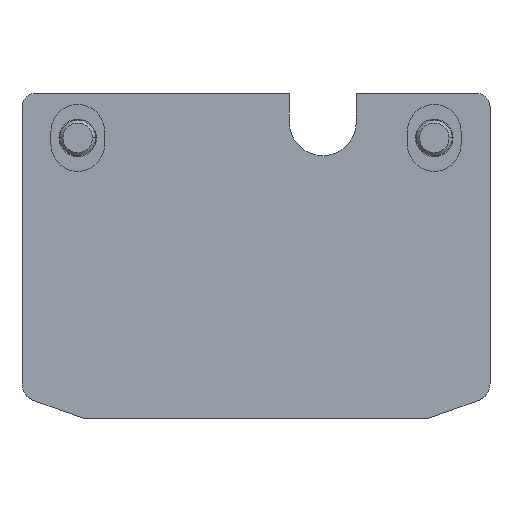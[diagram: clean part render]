
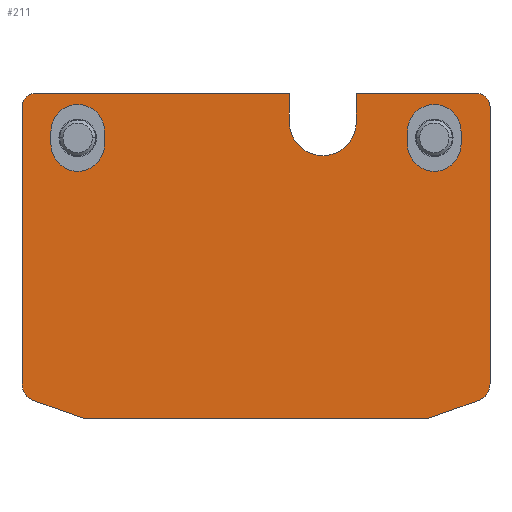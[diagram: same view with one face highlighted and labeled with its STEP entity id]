
A CAD part, left-side view. The second image highlights one B-rep face of the part: STEP entity #211.
In plain terms, the highlighted planar face has unit normal (-1, 0, 0).
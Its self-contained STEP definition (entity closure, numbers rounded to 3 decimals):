
#211=ADVANCED_FACE('',(#448,#449,#450),#451,.F.);
#448=FACE_OUTER_BOUND('',#738,.T.);
#449=FACE_BOUND('',#739,.T.);
#450=FACE_BOUND('',#740,.T.);
#451=PLANE('',#741);
#738=EDGE_LOOP('',(#1190,#1191,#1192,#1193,#1194,#1195,#1196,#1197,#1198,#1199,#1200,#1201,#1202,#1203,#1204));
#739=EDGE_LOOP('',(#1205,#1206,#1207,#1208,#1209,#1210));
#740=EDGE_LOOP('',(#1211,#1212,#1213,#1214,#1215,#1216));
#741=AXIS2_PLACEMENT_3D('',#1217,#1218,#1219);
#1190=ORIENTED_EDGE('',*,*,#1773,.T.);
#1191=ORIENTED_EDGE('',*,*,#1728,.T.);
#1192=ORIENTED_EDGE('',*,*,#1770,.T.);
#1193=ORIENTED_EDGE('',*,*,#1774,.T.);
#1194=ORIENTED_EDGE('',*,*,#1660,.F.);
#1195=ORIENTED_EDGE('',*,*,#1775,.F.);
#1196=ORIENTED_EDGE('',*,*,#1612,.F.);
#1197=ORIENTED_EDGE('',*,*,#1776,.F.);
#1198=ORIENTED_EDGE('',*,*,#1724,.F.);
#1199=ORIENTED_EDGE('',*,*,#1777,.F.);
#1200=ORIENTED_EDGE('',*,*,#1778,.F.);
#1201=ORIENTED_EDGE('',*,*,#1779,.F.);
#1202=ORIENTED_EDGE('',*,*,#1732,.F.);
#1203=ORIENTED_EDGE('',*,*,#1780,.F.);
#1204=ORIENTED_EDGE('',*,*,#1757,.F.);
#1205=ORIENTED_EDGE('',*,*,#1781,.T.);
#1206=ORIENTED_EDGE('',*,*,#1645,.T.);
#1207=ORIENTED_EDGE('',*,*,#1782,.T.);
#1208=ORIENTED_EDGE('',*,*,#1638,.T.);
#1209=ORIENTED_EDGE('',*,*,#1783,.T.);
#1210=ORIENTED_EDGE('',*,*,#1784,.T.);
#1211=ORIENTED_EDGE('',*,*,#1705,.T.);
#1212=ORIENTED_EDGE('',*,*,#1785,.T.);
#1213=ORIENTED_EDGE('',*,*,#1786,.T.);
#1214=ORIENTED_EDGE('',*,*,#1787,.T.);
#1215=ORIENTED_EDGE('',*,*,#1788,.T.);
#1216=ORIENTED_EDGE('',*,*,#1789,.T.);
#1217=CARTESIAN_POINT('',(0.,-40.0,-25.619));
#1218=DIRECTION('',(1.0,0.0,0.));
#1219=DIRECTION('',(0.,0.0,-1.0));
#1612=EDGE_CURVE('',#1889,#1891,#1892,.T.);
#1638=EDGE_CURVE('',#1936,#1934,#1937,.T.);
#1645=EDGE_CURVE('',#1942,#1947,#1949,.T.);
#1660=EDGE_CURVE('',#1972,#1967,#1974,.T.);
#1705=EDGE_CURVE('',#2050,#2048,#2051,.T.);
#1724=EDGE_CURVE('',#2079,#2081,#2082,.T.);
#1728=EDGE_CURVE('',#2087,#2085,#2088,.T.);
#1732=EDGE_CURVE('',#2091,#2093,#2094,.T.);
#1757=EDGE_CURVE('',#2126,#2128,#2129,.T.);
#1770=EDGE_CURVE('',#2085,#2146,#2148,.T.);
#1773=EDGE_CURVE('',#2126,#2087,#2151,.T.);
#1774=EDGE_CURVE('',#2146,#1967,#2152,.T.);
#1775=EDGE_CURVE('',#1891,#1972,#2153,.T.);
#1776=EDGE_CURVE('',#2081,#1889,#2154,.T.);
#1777=EDGE_CURVE('',#2155,#2079,#2156,.T.);
#1778=EDGE_CURVE('',#2157,#2155,#2158,.T.);
#1779=EDGE_CURVE('',#2093,#2157,#2159,.T.);
#1780=EDGE_CURVE('',#2128,#2091,#2160,.T.);
#1781=EDGE_CURVE('',#2161,#1942,#2162,.T.);
#1782=EDGE_CURVE('',#1947,#1936,#2163,.T.);
#1783=EDGE_CURVE('',#1934,#2164,#2165,.T.);
#1784=EDGE_CURVE('',#2164,#2161,#2166,.T.);
#1785=EDGE_CURVE('',#2048,#2167,#2168,.T.);
#1786=EDGE_CURVE('',#2167,#2169,#2170,.T.);
#1787=EDGE_CURVE('',#2169,#2171,#2172,.T.);
#1788=EDGE_CURVE('',#2171,#2173,#2174,.T.);
#1789=EDGE_CURVE('',#2173,#2050,#2175,.T.);
#1889=VERTEX_POINT('',#2288);
#1891=VERTEX_POINT('',#2291);
#1892=LINE('',#2292,#2293);
#1934=VERTEX_POINT('',#2384);
#1936=VERTEX_POINT('',#2387);
#1937=CIRCLE('',#2388,6.0);
#1942=VERTEX_POINT('',#2394);
#1947=VERTEX_POINT('',#2400);
#1949=CIRCLE('',#2403,6.0);
#1967=VERTEX_POINT('',#2425);
#1972=VERTEX_POINT('',#2432);
#1974=LINE('',#2435,#2436);
#2048=VERTEX_POINT('',#2570);
#2050=VERTEX_POINT('',#2573);
#2051=CIRCLE('',#2574,6.0);
#2079=VERTEX_POINT('',#2654);
#2081=VERTEX_POINT('',#2657);
#2082=LINE('',#2658,#2659);
#2085=VERTEX_POINT('',#2663);
#2087=VERTEX_POINT('',#2666);
#2088=CIRCLE('',#2667,7.5);
#2091=VERTEX_POINT('',#2671);
#2093=VERTEX_POINT('',#2674);
#2094=LINE('',#2675,#2676);
#2126=VERTEX_POINT('',#2747);
#2128=VERTEX_POINT('',#2750);
#2129=LINE('',#2751,#2752);
#2146=VERTEX_POINT('',#2785);
#2148=CIRCLE('',#2788,7.5);
#2151=LINE('',#2791,#2792);
#2152=LINE('',#2793,#2794);
#2153=CIRCLE('',#2795,3.0);
#2154=CIRCLE('',#2796,4.);
#2155=VERTEX_POINT('',#2797);
#2156=LINE('',#2798,#2799);
#2157=VERTEX_POINT('',#2800);
#2158=LINE('',#2801,#2802);
#2159=CIRCLE('',#2803,4.);
#2160=CIRCLE('',#2804,3.0);
#2161=VERTEX_POINT('',#2805);
#2162=CIRCLE('',#2806,6.0);
#2163=LINE('',#2807,#2808);
#2164=VERTEX_POINT('',#2809);
#2165=CIRCLE('',#2810,6.0);
#2166=LINE('',#2811,#2812);
#2167=VERTEX_POINT('',#2813);
#2168=CIRCLE('',#2814,6.0);
#2169=VERTEX_POINT('',#2815);
#2170=LINE('',#2816,#2817);
#2171=VERTEX_POINT('',#2818);
#2172=CIRCLE('',#2819,6.0);
#2173=VERTEX_POINT('',#2820);
#2174=CIRCLE('',#2821,6.0);
#2175=LINE('',#2822,#2823);
#2288=CARTESIAN_POINT('',(0.,12.5,-55.181));
#2291=CARTESIAN_POINT('',(0.,12.5,7.0));
#2292=CARTESIAN_POINT('',(0.,12.5,-55.181));
#2293=VECTOR('',#3044,1.0);
#2384=CARTESIAN_POINT('',(0.,0.,7.5));
#2387=CARTESIAN_POINT('',(0.,6.0,1.5));
#2388=AXIS2_PLACEMENT_3D('',#3078,#3079,#3080);
#2394=CARTESIAN_POINT('',(0.,0.,-7.5));
#2400=CARTESIAN_POINT('',(0.,6.0,-1.5));
#2403=AXIS2_PLACEMENT_3D('',#3090,#3091,#3092);
#2425=CARTESIAN_POINT('',(0.,-47.5,10.0));
#2432=CARTESIAN_POINT('',(0.0,9.5,10.0));
#2435=CARTESIAN_POINT('',(0.0,9.5,10.0));
#2436=VECTOR('',#3112,1.0);
#2570=CARTESIAN_POINT('',(0.,-80.0,-7.5));
#2573=CARTESIAN_POINT('',(0.,-86.0,-1.5));
#2574=AXIS2_PLACEMENT_3D('',#3181,#3182,#3183);
#2654=CARTESIAN_POINT('',(0.,-1.5,-63.0));
#2657=CARTESIAN_POINT('',(0.,9.845,-58.948));
#2658=CARTESIAN_POINT('',(0.,-1.5,-63.0));
#2659=VECTOR('',#3196,1.0);
#2663=CARTESIAN_POINT('',(0.,-55.0,-4.0));
#2666=CARTESIAN_POINT('',(0.,-62.5,3.5));
#2667=AXIS2_PLACEMENT_3D('',#3199,#3200,#3201);
#2671=CARTESIAN_POINT('',(0.,-92.5,7.0));
#2674=CARTESIAN_POINT('',(0.,-92.5,-55.181));
#2675=CARTESIAN_POINT('',(0.,-92.5,7.0));
#2676=VECTOR('',#3204,1.0);
#2747=CARTESIAN_POINT('',(0.,-62.5,10.0));
#2750=CARTESIAN_POINT('',(0.0,-89.5,10.0));
#2751=CARTESIAN_POINT('',(0.0,9.5,10.0));
#2752=VECTOR('',#3233,1.0);
#2785=CARTESIAN_POINT('',(0.,-47.5,3.5));
#2788=AXIS2_PLACEMENT_3D('',#3246,#3247,#3248);
#2791=CARTESIAN_POINT('',(0.,-62.5,-7.81));
#2792=VECTOR('',#3249,1.0);
#2793=CARTESIAN_POINT('',(0.,-47.5,-7.81));
#2794=VECTOR('',#3250,1.0);
#2795=AXIS2_PLACEMENT_3D('',#3251,#3252,#3253);
#2796=AXIS2_PLACEMENT_3D('',#3254,#3255,#3256);
#2797=CARTESIAN_POINT('',(0.,-78.5,-63.0));
#2798=CARTESIAN_POINT('',(0.,-78.5,-63.0));
#2799=VECTOR('',#3257,1.0);
#2800=CARTESIAN_POINT('',(0.,-89.845,-58.948));
#2801=CARTESIAN_POINT('',(0.,-89.845,-58.948));
#2802=VECTOR('',#3258,1.0);
#2803=AXIS2_PLACEMENT_3D('',#3259,#3260,#3261);
#2804=AXIS2_PLACEMENT_3D('',#3262,#3263,#3264);
#2805=CARTESIAN_POINT('',(0.,-6.0,-1.5));
#2806=AXIS2_PLACEMENT_3D('',#3265,#3266,#3267);
#2807=CARTESIAN_POINT('',(0.,6.0,-12.81));
#2808=VECTOR('',#3268,1.0);
#2809=CARTESIAN_POINT('',(0.,-6.0,1.5));
#2810=AXIS2_PLACEMENT_3D('',#3269,#3270,#3271);
#2811=CARTESIAN_POINT('',(0.,-6.0,-12.81));
#2812=VECTOR('',#3272,1.0);
#2813=CARTESIAN_POINT('',(0.,-74.0,-1.5));
#2814=AXIS2_PLACEMENT_3D('',#3273,#3274,#3275);
#2815=CARTESIAN_POINT('',(0.,-74.0,1.5));
#2816=CARTESIAN_POINT('',(0.,-74.0,-12.81));
#2817=VECTOR('',#3276,1.0);
#2818=CARTESIAN_POINT('',(0.,-80.0,7.5));
#2819=AXIS2_PLACEMENT_3D('',#3277,#3278,#3279);
#2820=CARTESIAN_POINT('',(0.,-86.0,1.5));
#2821=AXIS2_PLACEMENT_3D('',#3280,#3281,#3282);
#2822=CARTESIAN_POINT('',(0.,-86.0,-12.81));
#2823=VECTOR('',#3283,1.0);
#3044=DIRECTION('',(0.,0.,1.0));
#3078=CARTESIAN_POINT('',(0.,0.,1.5));
#3079=DIRECTION('',(1.0,0.0,0.));
#3080=DIRECTION('',(0.,0.,1.0));
#3090=CARTESIAN_POINT('',(0.,0.,-1.5));
#3091=DIRECTION('',(1.0,0.0,0.));
#3092=DIRECTION('',(0.,0.,1.0));
#3112=DIRECTION('',(0.0,-1.0,0.0));
#3181=CARTESIAN_POINT('',(0.,-80.0,-1.5));
#3182=DIRECTION('',(1.0,0.0,0.));
#3183=DIRECTION('',(0.,0.,1.0));
#3196=DIRECTION('',(0.,0.942,0.336));
#3199=CARTESIAN_POINT('',(0.,-55.0,3.5));
#3200=DIRECTION('',(1.0,0.0,0.));
#3201=DIRECTION('',(0.,0.,1.0));
#3204=DIRECTION('',(0.,0.0,-1.0));
#3233=DIRECTION('',(0.0,-1.0,0.0));
#3246=CARTESIAN_POINT('',(0.,-55.0,3.5));
#3247=DIRECTION('',(1.0,0.0,0.));
#3248=DIRECTION('',(0.,0.,1.0));
#3249=DIRECTION('',(0.,0.,-1.0));
#3250=DIRECTION('',(0.,0.,1.0));
#3251=CARTESIAN_POINT('',(0.,9.5,7.0));
#3252=DIRECTION('',(1.0,0.0,0.));
#3253=DIRECTION('',(0.,0.0,-1.0));
#3254=CARTESIAN_POINT('',(0.,8.5,-55.181));
#3255=DIRECTION('',(1.0,0.0,0.));
#3256=DIRECTION('',(0.,0.0,-1.0));
#3257=DIRECTION('',(0.0,1.0,0.0));
#3258=DIRECTION('',(0.,0.942,-0.336));
#3259=CARTESIAN_POINT('',(0.,-88.5,-55.181));
#3260=DIRECTION('',(1.0,0.0,0.));
#3261=DIRECTION('',(0.,0.0,-1.0));
#3262=CARTESIAN_POINT('',(0.,-89.5,7.0));
#3263=DIRECTION('',(1.0,0.0,0.));
#3264=DIRECTION('',(0.,0.0,-1.0));
#3265=CARTESIAN_POINT('',(0.,0.,-1.5));
#3266=DIRECTION('',(1.0,0.0,0.));
#3267=DIRECTION('',(0.,0.,1.0));
#3268=DIRECTION('',(0.,0.,1.0));
#3269=CARTESIAN_POINT('',(0.,0.,1.5));
#3270=DIRECTION('',(1.0,0.0,0.));
#3271=DIRECTION('',(0.,0.,1.0));
#3272=DIRECTION('',(0.,0.,-1.0));
#3273=CARTESIAN_POINT('',(0.,-80.0,-1.5));
#3274=DIRECTION('',(1.0,0.0,0.));
#3275=DIRECTION('',(0.,0.,1.0));
#3276=DIRECTION('',(0.,0.,1.0));
#3277=CARTESIAN_POINT('',(0.,-80.0,1.5));
#3278=DIRECTION('',(1.0,0.0,0.));
#3279=DIRECTION('',(0.,0.,1.0));
#3280=CARTESIAN_POINT('',(0.,-80.0,1.5));
#3281=DIRECTION('',(1.0,0.0,0.));
#3282=DIRECTION('',(0.,0.,1.0));
#3283=DIRECTION('',(0.,0.,-1.0));
